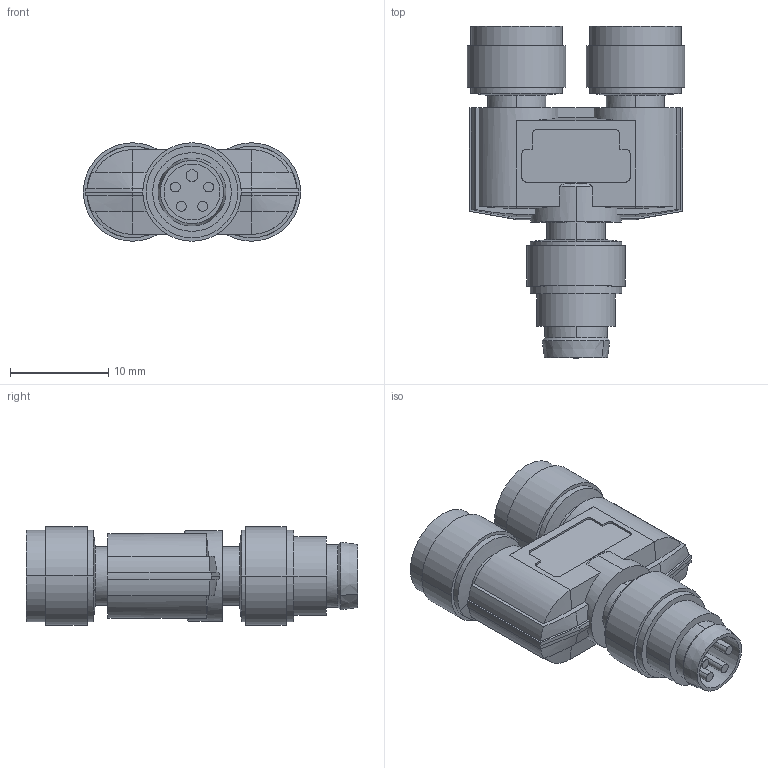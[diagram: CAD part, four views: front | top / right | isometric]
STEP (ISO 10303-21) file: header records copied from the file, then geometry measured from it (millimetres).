
FILE_DESCRIPTION((''),'2;1');
FILE_NAME('CAD-8706','2023-06-07T12:10:49',('creinig-se'),(''),'CREO PARAMETRIC BY PTC INC, 2022284','CREO PARAMETRIC BY PTC INC, 2022284','');
FILE_SCHEMA(('CONFIG_CONTROL_DESIGN','SHAPE_APPEARANCE_LAYERS_GROUPS'));
Length unit declared in the file: millimetre
Products named in the file (1): CAD-8706
Bounding box: 22.06 x 33.7 x 10 mm (x, y, z)
Volume: 3236.5 mm3; surface area: 2816.6 mm2
Topology: 1 solids, 1 shells, 180 faces, 441 edges, 289 vertices
Faces by surface type: cylinder 88, plane 68, cone 22, torus 2
Entity records: 8262 total; most frequent: CARTESIAN_POINT 1280, DIRECTION 958, ORIENTED_EDGE 874, PRESENTATION_STYLE_ASSIGNMENT 540, STYLED_ITEM 438, CURVE_STYLE 437, EDGE_CURVE 437, AXIS2_PLACEMENT_3D 377
